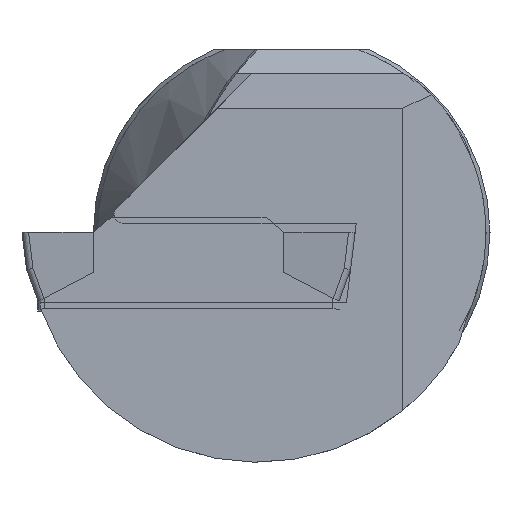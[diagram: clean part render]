
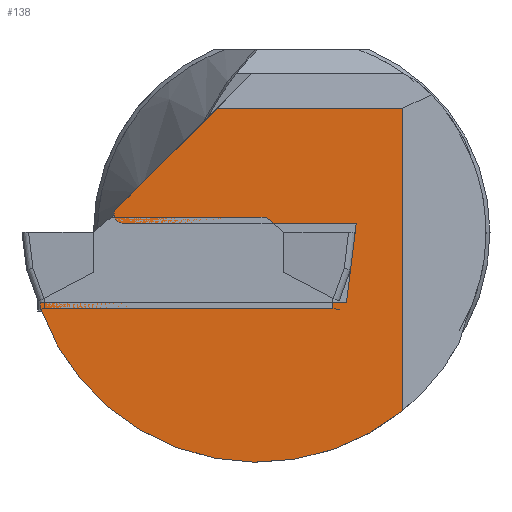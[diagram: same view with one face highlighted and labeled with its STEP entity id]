
A CAD part, left-side view. The second image highlights one B-rep face of the part: STEP entity #138.
In plain terms, the highlighted planar face has unit normal (-1, 0, 0).
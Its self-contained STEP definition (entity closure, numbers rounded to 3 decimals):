
#138=ADVANCED_FACE('',(#249),#207,.T.);
#207=PLANE('',#1310);
#249=FACE_OUTER_BOUND('',#317,.T.);
#317=EDGE_LOOP('',(#415,#416,#417,#418,#419,#420,#421,#422,#423));
#390=CIRCLE('',#1308,14.5);
#391=CIRCLE('',#1309,0.6);
#415=ORIENTED_EDGE('',*,*,#906,.T.);
#416=ORIENTED_EDGE('',*,*,#907,.F.);
#417=ORIENTED_EDGE('',*,*,#908,.T.);
#418=ORIENTED_EDGE('',*,*,#909,.F.);
#419=ORIENTED_EDGE('',*,*,#910,.T.);
#420=ORIENTED_EDGE('',*,*,#911,.F.);
#421=ORIENTED_EDGE('',*,*,#912,.T.);
#422=ORIENTED_EDGE('',*,*,#913,.T.);
#423=ORIENTED_EDGE('',*,*,#914,.T.);
#785=VERTEX_POINT('',#1803);
#786=VERTEX_POINT('',#1804);
#787=VERTEX_POINT('',#1806);
#788=VERTEX_POINT('',#1808);
#789=VERTEX_POINT('',#1810);
#790=VERTEX_POINT('',#1812);
#791=VERTEX_POINT('',#1814);
#792=VERTEX_POINT('',#1816);
#793=VERTEX_POINT('',#1818);
#906=EDGE_CURVE('',#785,#786,#1086,.T.);
#907=EDGE_CURVE('',#787,#786,#1087,.T.);
#908=EDGE_CURVE('',#787,#788,#390,.T.);
#909=EDGE_CURVE('',#789,#788,#1088,.T.);
#910=EDGE_CURVE('',#789,#790,#1089,.T.);
#911=EDGE_CURVE('',#791,#790,#1090,.T.);
#912=EDGE_CURVE('',#791,#792,#391,.T.);
#913=EDGE_CURVE('',#792,#793,#1091,.T.);
#914=EDGE_CURVE('',#793,#785,#1092,.T.);
#1086=LINE('',#1802,#1195);
#1087=LINE('',#1805,#1196);
#1088=LINE('',#1809,#1197);
#1089=LINE('',#1811,#1198);
#1090=LINE('',#1813,#1199);
#1091=LINE('',#1817,#1200);
#1092=LINE('',#1819,#1201);
#1195=VECTOR('',#1444,1.);
#1196=VECTOR('',#1445,1.);
#1197=VECTOR('',#1448,1.);
#1198=VECTOR('',#1449,1.);
#1199=VECTOR('',#1450,1.);
#1200=VECTOR('',#1453,1.);
#1201=VECTOR('',#1454,1.);
#1308=AXIS2_PLACEMENT_3D('',#1807,#1446,#1447);
#1309=AXIS2_PLACEMENT_3D('',#1815,#1451,#1452);
#1310=AXIS2_PLACEMENT_3D('',#1820,#1455,#1456);
#1444=DIRECTION('',(0.,1.,0.));
#1445=DIRECTION('',(0.,0.122,0.993));
#1446=DIRECTION('',(-1.,0.,0.));
#1447=DIRECTION('',(0.,0.,1.));
#1448=DIRECTION('',(0.,0.,-1.));
#1449=DIRECTION('',(0.,1.,0.));
#1450=DIRECTION('',(0.,-0.707,0.707));
#1451=DIRECTION('',(-1.,0.,0.));
#1452=DIRECTION('',(0.,1.,0.));
#1453=DIRECTION('',(0.,-1.,0.));
#1454=DIRECTION('',(0.,0.122,-0.993));
#1455=DIRECTION('',(-1.,0.,0.));
#1456=DIRECTION('',(0.,0.,1.));
#1802=CARTESIAN_POINT('',(0.325,17.,-4.451));
#1803=CARTESIAN_POINT('',(0.325,-3.453,-4.451));
#1804=CARTESIAN_POINT('',(0.325,15.855,-4.451));
#1805=CARTESIAN_POINT('',(0.325,16.158,-1.984));
#1806=CARTESIAN_POINT('',(0.325,15.801,-4.889));
#1807=CARTESIAN_POINT('',(0.325,2.15,0.));
#1808=CARTESIAN_POINT('',(0.325,-7.,-11.248));
#1809=CARTESIAN_POINT('',(0.325,-7.,272.74));
#1810=CARTESIAN_POINT('',(0.325,-7.,7.82));
#1811=CARTESIAN_POINT('',(0.325,0.,7.82));
#1812=CARTESIAN_POINT('',(0.325,4.7,7.82));
#1813=CARTESIAN_POINT('',(0.325,6.26,6.26));
#1814=CARTESIAN_POINT('',(0.325,11.15,1.37));
#1815=CARTESIAN_POINT('',(0.325,10.591,1.151));
#1816=CARTESIAN_POINT('',(0.325,10.591,0.551));
#1817=CARTESIAN_POINT('',(0.325,2.429,0.551));
#1818=CARTESIAN_POINT('',(0.325,-4.068,0.551));
#1819=CARTESIAN_POINT('',(0.325,-3.618,-3.112));
#1820=CARTESIAN_POINT('',(0.325,0.,0.));
